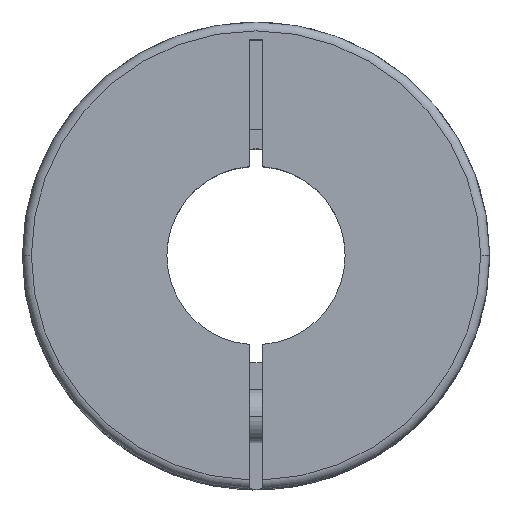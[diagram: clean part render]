
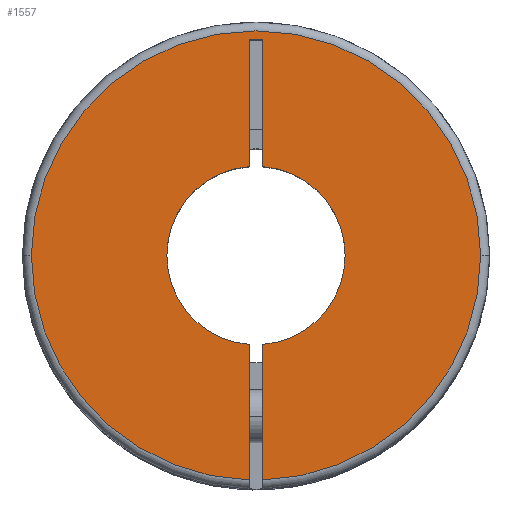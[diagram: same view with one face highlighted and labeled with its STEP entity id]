
A CAD part, top view. The second image highlights one B-rep face of the part: STEP entity #1557.
In plain terms, the highlighted planar face has unit normal (0, 0, 1).
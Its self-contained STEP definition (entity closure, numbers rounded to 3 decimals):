
#9 = CARTESIAN_POINT ( 'NONE',  ( 0.375, -13.1, 0. ) ) ;
#35 = ORIENTED_EDGE ( 'NONE', *, *, #655, .F. ) ;
#142 = ORIENTED_EDGE ( 'NONE', *, *, #2169, .F. ) ;
#334 = VERTEX_POINT ( 'NONE', #2496 ) ;
#357 = CARTESIAN_POINT ( 'NONE',  ( 0., 0., 0. ) ) ;
#365 = FACE_OUTER_BOUND ( 'NONE', #3215, .T. ) ;
#398 = CARTESIAN_POINT ( 'NONE',  ( 0., 0., 0. ) ) ;
#468 = VERTEX_POINT ( 'NONE', #3245 ) ;
#505 = EDGE_CURVE ( 'NONE', #2339, #2941, #718, .T. ) ;
#533 = VECTOR ( 'NONE', #590, 1000. ) ;
#585 = CARTESIAN_POINT ( 'NONE',  ( 0.375, -12.594, 0. ) ) ;
#590 = DIRECTION ( 'NONE',  ( -1., 0., 0. ) ) ;
#596 = EDGE_CURVE ( 'NONE', #468, #2825, #2826, .T. ) ;
#655 = EDGE_CURVE ( 'NONE', #2825, #2218, #1740, .T. ) ;
#718 = CIRCLE ( 'NONE', #2909, 5. ) ;
#750 = EDGE_CURVE ( 'NONE', #2865, #334, #2304, .T. ) ;
#933 = CARTESIAN_POINT ( 'NONE',  ( 0., 0., 0. ) ) ;
#954 = DIRECTION ( 'NONE',  ( -1., 0., 0. ) ) ;
#964 = DIRECTION ( 'NONE',  ( 0., -1., 0. ) ) ;
#1075 = CARTESIAN_POINT ( 'NONE',  ( 0., 0., 0. ) ) ;
#1121 = AXIS2_PLACEMENT_3D ( 'NONE', #3868, #1708, #954 ) ;
#1150 = VERTEX_POINT ( 'NONE', #585 ) ;
#1184 = VERTEX_POINT ( 'NONE', #3836 ) ;
#1208 = CARTESIAN_POINT ( 'NONE',  ( -12.6, 0., 0. ) ) ;
#1226 = VECTOR ( 'NONE', #2187, 1000. ) ;
#1229 = CARTESIAN_POINT ( 'NONE',  ( -0.375, 12.1, 0. ) ) ;
#1254 = DIRECTION ( 'NONE',  ( 0., 0., -1. ) ) ;
#1280 = ORIENTED_EDGE ( 'NONE', *, *, #505, .T. ) ;
#1288 = ORIENTED_EDGE ( 'NONE', *, *, #2885, .T. ) ;
#1297 = CARTESIAN_POINT ( 'NONE',  ( 12.6, 0., 0. ) ) ;
#1384 = ORIENTED_EDGE ( 'NONE', *, *, #1774, .F. ) ;
#1465 = EDGE_CURVE ( 'NONE', #2339, #1936, #3368, .T. ) ;
#1486 = CARTESIAN_POINT ( 'NONE',  ( 0., 0., 0. ) ) ;
#1522 = CARTESIAN_POINT ( 'NONE',  ( 0.375, 12.1, 0. ) ) ;
#1528 = PLANE ( 'NONE',  #2248 ) ;
#1557 = ADVANCED_FACE ( 'NONE', ( #365 ), #1528, .F. ) ;
#1560 = DIRECTION ( 'NONE',  ( -1., 0., 0. ) ) ;
#1573 = AXIS2_PLACEMENT_3D ( 'NONE', #1486, #1254, #2452 ) ;
#1618 = VECTOR ( 'NONE', #2715, 1000. ) ;
#1662 = CARTESIAN_POINT ( 'NONE',  ( -0.375, 12.1, 0. ) ) ;
#1698 = CIRCLE ( 'NONE', #1121, 5. ) ;
#1705 = CARTESIAN_POINT ( 'NONE',  ( 0., 0., 0. ) ) ;
#1708 = DIRECTION ( 'NONE',  ( 0., 0., -1. ) ) ;
#1740 = CIRCLE ( 'NONE', #3812, 12.6 ) ;
#1747 = ORIENTED_EDGE ( 'NONE', *, *, #1922, .F. ) ;
#1774 = EDGE_CURVE ( 'NONE', #2218, #1150, #3241, .T. ) ;
#1791 = LINE ( 'NONE', #9, #1226 ) ;
#1809 = VECTOR ( 'NONE', #964, 1000. ) ;
#1815 = AXIS2_PLACEMENT_3D ( 'NONE', #398, #2074, #3325 ) ;
#1848 = ORIENTED_EDGE ( 'NONE', *, *, #750, .F. ) ;
#1922 = EDGE_CURVE ( 'NONE', #3633, #468, #2174, .T. ) ;
#1936 = VERTEX_POINT ( 'NONE', #2487 ) ;
#1992 = VECTOR ( 'NONE', #2562, 1000. ) ;
#2074 = DIRECTION ( 'NONE',  ( 0., 0., -1. ) ) ;
#2106 = LINE ( 'NONE', #1522, #533 ) ;
#2131 = EDGE_CURVE ( 'NONE', #1150, #2941, #1791, .T. ) ;
#2169 = EDGE_CURVE ( 'NONE', #1936, #2865, #2106, .T. ) ;
#2174 = LINE ( 'NONE', #3094, #1809 ) ;
#2187 = DIRECTION ( 'NONE',  ( 0., 1., 0. ) ) ;
#2218 = VERTEX_POINT ( 'NONE', #1297 ) ;
#2248 = AXIS2_PLACEMENT_3D ( 'NONE', #933, #2401, #3078 ) ;
#2275 = DIRECTION ( 'NONE',  ( -1., 0., 0. ) ) ;
#2304 = LINE ( 'NONE', #1662, #1992 ) ;
#2339 = VERTEX_POINT ( 'NONE', #2907 ) ;
#2401 = DIRECTION ( 'NONE',  ( 0., 0., -1. ) ) ;
#2410 = EDGE_CURVE ( 'NONE', #3633, #1184, #1698, .T. ) ;
#2452 = DIRECTION ( 'NONE',  ( -1., 0., 0. ) ) ;
#2487 = CARTESIAN_POINT ( 'NONE',  ( 0.375, 12.1, 0. ) ) ;
#2496 = CARTESIAN_POINT ( 'NONE',  ( -0.375, 4.986, 0. ) ) ;
#2507 = AXIS2_PLACEMENT_3D ( 'NONE', #1075, #3174, #2275 ) ;
#2562 = DIRECTION ( 'NONE',  ( 0., -1., 0. ) ) ;
#2674 = CARTESIAN_POINT ( 'NONE',  ( 0.375, -4.986, 0. ) ) ;
#2715 = DIRECTION ( 'NONE',  ( 0., 1., 0. ) ) ;
#2731 = ORIENTED_EDGE ( 'NONE', *, *, #596, .F. ) ;
#2825 = VERTEX_POINT ( 'NONE', #1208 ) ;
#2826 = CIRCLE ( 'NONE', #1815, 12.6 ) ;
#2865 = VERTEX_POINT ( 'NONE', #1229 ) ;
#2885 = EDGE_CURVE ( 'NONE', #1184, #334, #3252, .T. ) ;
#2901 = DIRECTION ( 'NONE',  ( -1., 0., 0. ) ) ;
#2907 = CARTESIAN_POINT ( 'NONE',  ( 0.375, 4.986, 0. ) ) ;
#2909 = AXIS2_PLACEMENT_3D ( 'NONE', #1705, #3827, #2901 ) ;
#2941 = VERTEX_POINT ( 'NONE', #2674 ) ;
#2970 = CARTESIAN_POINT ( 'NONE',  ( 0.375, -13.1, 0. ) ) ;
#3078 = DIRECTION ( 'NONE',  ( 0., -1., 0. ) ) ;
#3094 = CARTESIAN_POINT ( 'NONE',  ( -0.375, 12.1, 0. ) ) ;
#3138 = ORIENTED_EDGE ( 'NONE', *, *, #2410, .T. ) ;
#3174 = DIRECTION ( 'NONE',  ( 0., 0., -1. ) ) ;
#3215 = EDGE_LOOP ( 'NONE', ( #2731, #1747, #3138, #1288, #1848, #142, #3269, #1280, #3734, #1384, #35 ) ) ;
#3241 = CIRCLE ( 'NONE', #2507, 12.6 ) ;
#3245 = CARTESIAN_POINT ( 'NONE',  ( -0.375, -12.594, 0. ) ) ;
#3252 = CIRCLE ( 'NONE', #1573, 5. ) ;
#3269 = ORIENTED_EDGE ( 'NONE', *, *, #1465, .F. ) ;
#3325 = DIRECTION ( 'NONE',  ( -1., 0., 0. ) ) ;
#3368 = LINE ( 'NONE', #2970, #1618 ) ;
#3411 = DIRECTION ( 'NONE',  ( 0., 0., -1. ) ) ;
#3633 = VERTEX_POINT ( 'NONE', #3714 ) ;
#3714 = CARTESIAN_POINT ( 'NONE',  ( -0.375, -4.986, 0. ) ) ;
#3734 = ORIENTED_EDGE ( 'NONE', *, *, #2131, .F. ) ;
#3812 = AXIS2_PLACEMENT_3D ( 'NONE', #357, #3411, #1560 ) ;
#3827 = DIRECTION ( 'NONE',  ( 0., 0., -1. ) ) ;
#3836 = CARTESIAN_POINT ( 'NONE',  ( -5., 0., 0. ) ) ;
#3868 = CARTESIAN_POINT ( 'NONE',  ( 0., 0., 0. ) ) ;
